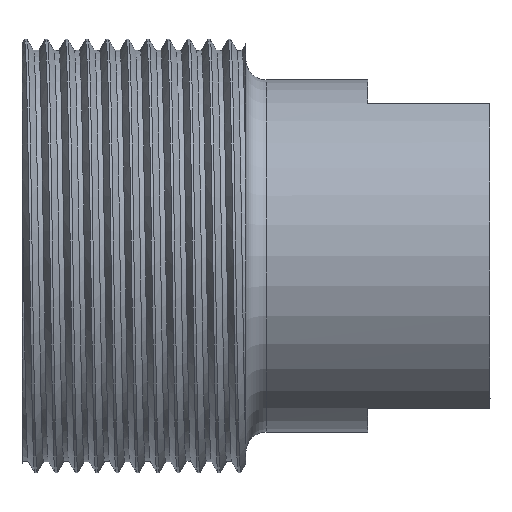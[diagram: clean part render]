
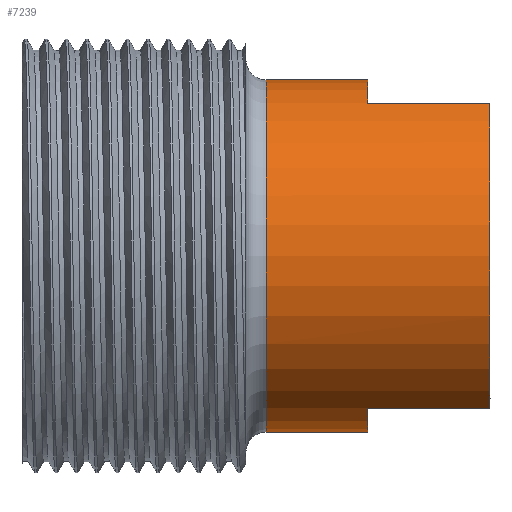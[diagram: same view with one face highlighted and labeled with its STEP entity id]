
A CAD part, top view. The second image highlights one B-rep face of the part: STEP entity #7239.
In plain terms, the highlighted cylindrical face has radius 8.65 mm (diameter 17.3 mm), a partial arc.
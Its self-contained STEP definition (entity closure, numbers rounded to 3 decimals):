
#4 = DIRECTION ( 'NONE',  ( -1., 0., 0. ) ) ;
#76 = CARTESIAN_POINT ( 'NONE',  ( 0., 7.5, 4.31 ) ) ;
#78 = ORIENTED_EDGE ( 'NONE', *, *, #5660, .F. ) ;
#178 = CARTESIAN_POINT ( 'NONE',  ( -10.65, 8.65, 0. ) ) ;
#191 = DIRECTION ( 'NONE',  ( 0., 1., 0. ) ) ;
#506 = EDGE_LOOP ( 'NONE', ( #8226, #6249, #8512, #78, #3925, #3701, #6542, #740 ) ) ;
#605 = VECTOR ( 'NONE', #1327, 1000. ) ;
#706 = CIRCLE ( 'NONE', #5203, 8.65 ) ;
#740 = ORIENTED_EDGE ( 'NONE', *, *, #1831, .T. ) ;
#792 = DIRECTION ( 'NONE',  ( 0., -1., 0. ) ) ;
#793 = CARTESIAN_POINT ( 'NONE',  ( -10.65, -8.65, 0. ) ) ;
#840 = CARTESIAN_POINT ( 'NONE',  ( -11., 8.65, 0. ) ) ;
#1184 = EDGE_CURVE ( 'NONE', #6202, #4283, #2565, .T. ) ;
#1327 = DIRECTION ( 'NONE',  ( -1., 0., 0. ) ) ;
#1386 = CYLINDRICAL_SURFACE ( 'NONE', #1668, 8.65 ) ;
#1619 = VECTOR ( 'NONE', #4018, 1000. ) ;
#1668 = AXIS2_PLACEMENT_3D ( 'NONE', #8130, #3496, #7382 ) ;
#1831 = EDGE_CURVE ( 'NONE', #4032, #4283, #4695, .T. ) ;
#1956 = VERTEX_POINT ( 'NONE', #5201 ) ;
#2007 = EDGE_CURVE ( 'NONE', #3659, #7053, #4617, .T. ) ;
#2306 = DIRECTION ( 'NONE',  ( 1., 0., 0. ) ) ;
#2336 = EDGE_CURVE ( 'NONE', #6202, #7053, #3694, .T. ) ;
#2565 = CIRCLE ( 'NONE', #4262, 8.65 ) ;
#3083 = CARTESIAN_POINT ( 'NONE',  ( -6., 7.5, 4.31 ) ) ;
#3196 = CIRCLE ( 'NONE', #6140, 8.65 ) ;
#3229 = CARTESIAN_POINT ( 'NONE',  ( -11., -8.65, 0. ) ) ;
#3412 = DIRECTION ( 'NONE',  ( -1., 0., 0. ) ) ;
#3496 = DIRECTION ( 'NONE',  ( -1., 0., 0. ) ) ;
#3502 = CARTESIAN_POINT ( 'NONE',  ( -6., 0., 0. ) ) ;
#3589 = VERTEX_POINT ( 'NONE', #5354 ) ;
#3659 = VERTEX_POINT ( 'NONE', #3229 ) ;
#3694 = LINE ( 'NONE', #178, #8465 ) ;
#3701 = ORIENTED_EDGE ( 'NONE', *, *, #7982, .F. ) ;
#3925 = ORIENTED_EDGE ( 'NONE', *, *, #5123, .F. ) ;
#4018 = DIRECTION ( 'NONE',  ( -1., 0., 0. ) ) ;
#4032 = VERTEX_POINT ( 'NONE', #76 ) ;
#4160 = CARTESIAN_POINT ( 'NONE',  ( 0., -7.5, 4.31 ) ) ;
#4262 = AXIS2_PLACEMENT_3D ( 'NONE', #3502, #5447, #6043 ) ;
#4283 = VERTEX_POINT ( 'NONE', #3083 ) ;
#4290 = CARTESIAN_POINT ( 'NONE',  ( -6., 0., 0. ) ) ;
#4617 = CIRCLE ( 'NONE', #7944, 8.65 ) ;
#4695 = LINE ( 'NONE', #4828, #6699 ) ;
#4828 = CARTESIAN_POINT ( 'NONE',  ( -10.65, 7.5, 4.31 ) ) ;
#5123 = EDGE_CURVE ( 'NONE', #3589, #1956, #706, .T. ) ;
#5201 = CARTESIAN_POINT ( 'NONE',  ( -6., -8.65, 0. ) ) ;
#5203 = AXIS2_PLACEMENT_3D ( 'NONE', #4290, #2306, #191 ) ;
#5296 = CARTESIAN_POINT ( 'NONE',  ( 0., 0., 0. ) ) ;
#5354 = CARTESIAN_POINT ( 'NONE',  ( -6., -7.5, 4.31 ) ) ;
#5375 = LINE ( 'NONE', #793, #605 ) ;
#5447 = DIRECTION ( 'NONE',  ( 1., 0., 0. ) ) ;
#5660 = EDGE_CURVE ( 'NONE', #1956, #3659, #5375, .T. ) ;
#6024 = LINE ( 'NONE', #8073, #1619 ) ;
#6043 = DIRECTION ( 'NONE',  ( 0., 1., 0. ) ) ;
#6140 = AXIS2_PLACEMENT_3D ( 'NONE', #5296, #7931, #6539 ) ;
#6202 = VERTEX_POINT ( 'NONE', #6556 ) ;
#6249 = ORIENTED_EDGE ( 'NONE', *, *, #2336, .T. ) ;
#6539 = DIRECTION ( 'NONE',  ( 0., -1., 0. ) ) ;
#6542 = ORIENTED_EDGE ( 'NONE', *, *, #6877, .T. ) ;
#6556 = CARTESIAN_POINT ( 'NONE',  ( -6., 8.65, 0. ) ) ;
#6699 = VECTOR ( 'NONE', #3412, 1000. ) ;
#6877 = EDGE_CURVE ( 'NONE', #7395, #4032, #3196, .T. ) ;
#7053 = VERTEX_POINT ( 'NONE', #840 ) ;
#7239 = ADVANCED_FACE ( 'NONE', ( #8176 ), #1386, .T. ) ;
#7382 = DIRECTION ( 'NONE',  ( 0., -1., 0. ) ) ;
#7395 = VERTEX_POINT ( 'NONE', #4160 ) ;
#7408 = CARTESIAN_POINT ( 'NONE',  ( -11., 0., 0. ) ) ;
#7663 = DIRECTION ( 'NONE',  ( -1., 0., 0. ) ) ;
#7931 = DIRECTION ( 'NONE',  ( -1., 0., 0. ) ) ;
#7944 = AXIS2_PLACEMENT_3D ( 'NONE', #7408, #4, #792 ) ;
#7982 = EDGE_CURVE ( 'NONE', #7395, #3589, #6024, .T. ) ;
#8073 = CARTESIAN_POINT ( 'NONE',  ( -10.65, -7.5, 4.31 ) ) ;
#8130 = CARTESIAN_POINT ( 'NONE',  ( -10.65, 0., 0. ) ) ;
#8176 = FACE_OUTER_BOUND ( 'NONE', #506, .T. ) ;
#8226 = ORIENTED_EDGE ( 'NONE', *, *, #1184, .F. ) ;
#8465 = VECTOR ( 'NONE', #7663, 1000. ) ;
#8512 = ORIENTED_EDGE ( 'NONE', *, *, #2007, .F. ) ;
